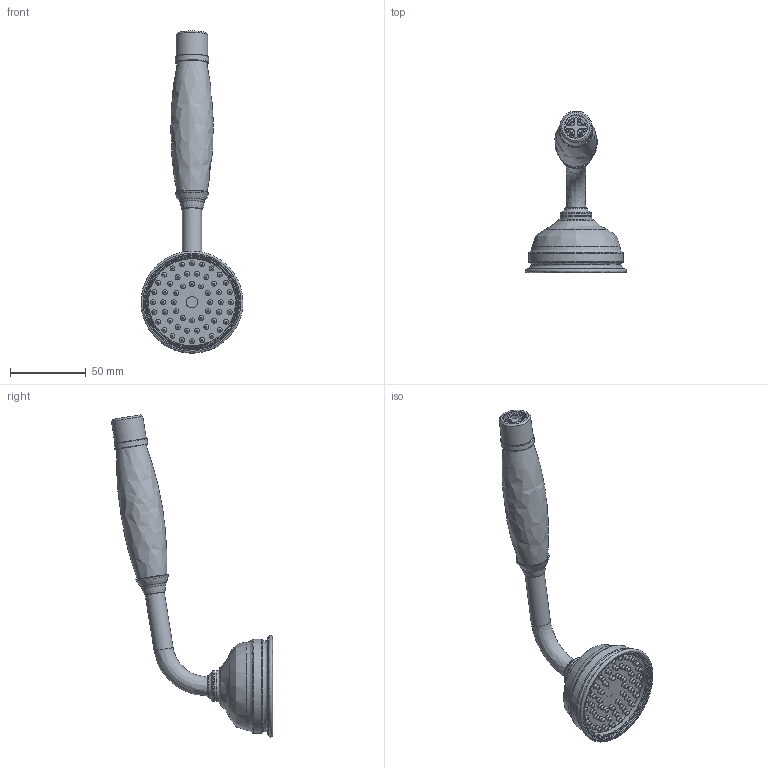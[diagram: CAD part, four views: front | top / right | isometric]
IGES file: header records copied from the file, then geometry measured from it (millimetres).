
Global section: file name: V254W-C-M-W; native system: Autodesk Inventor 2018; preprocessor: unknown; author: adaniels; date: 20190708.095149; units: millimetre
Bounding box: 67.1 x 106.33 x 212.46 mm (x, y, z)
Volume: 91164 mm3; surface area: 55209.8 mm2
Topology: 8 solids, 13 shells, 412 faces, 1131 edges, 867 vertices
Faces by surface type: bspline 412
